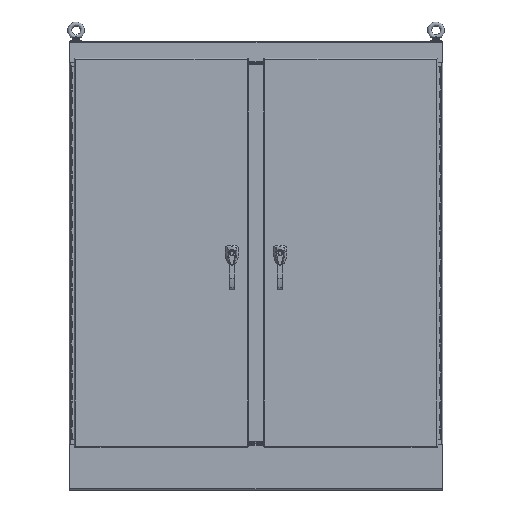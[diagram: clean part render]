
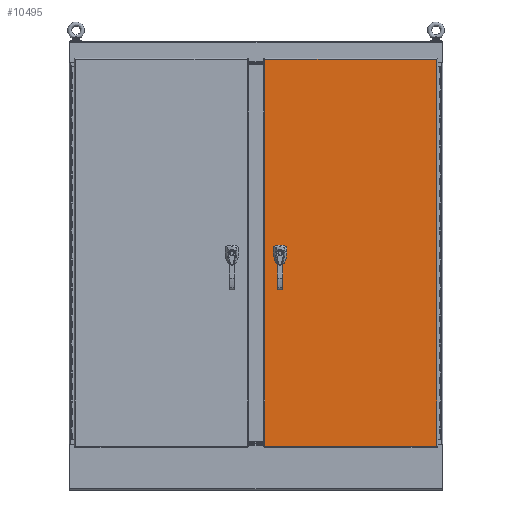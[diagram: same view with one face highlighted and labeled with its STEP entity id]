
A CAD part, front view. The second image highlights one B-rep face of the part: STEP entity #10495.
In plain terms, the highlighted planar face has unit normal (0, -1, 0).
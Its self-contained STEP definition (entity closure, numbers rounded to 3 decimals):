
#549 = DIRECTION ( 'NONE',  ( 0., 0., -1. ) ) ;
#1517 = CARTESIAN_POINT ( 'NONE',  ( 29.028, -25.78, 33.185 ) ) ;
#1628 = CIRCLE ( 'NONE', #40473, 0.443 ) ;
#3613 = EDGE_LOOP ( 'NONE', ( #66718 ) ) ;
#5024 = FACE_BOUND ( 'NONE', #3613, .T. ) ;
#5540 = EDGE_CURVE ( 'NONE', #66395, #66395, #11656, .T. ) ;
#7239 = DIRECTION ( 'NONE',  ( 1., 0., 0. ) ) ;
#7458 = CARTESIAN_POINT ( 'NONE',  ( 3.875, -25.78, 2.009 ) ) ;
#7895 = CARTESIAN_POINT ( 'NONE',  ( 3.875, -25.78, 0.671 ) ) ;
#10009 = CARTESIAN_POINT ( 'NONE',  ( 4.271, -25.78, 33.185 ) ) ;
#10495 = ADVANCED_FACE ( 'NONE', ( #28360, #92952, #5024 ), #52674, .T. ) ;
#11656 = CIRCLE ( 'NONE', #15041, 0.167 ) ;
#12744 = LINE ( 'NONE', #66938, #45137 ) ;
#13687 = CARTESIAN_POINT ( 'NONE',  ( 1.408, -25.78, 33.185 ) ) ;
#14209 = LINE ( 'NONE', #13687, #29504 ) ;
#15041 = AXIS2_PLACEMENT_3D ( 'NONE', #7895, #70920, #71955 ) ;
#16165 = VERTEX_POINT ( 'NONE', #1517 ) ;
#16633 = DIRECTION ( 'NONE',  ( 0., 0., -1. ) ) ;
#19211 = CARTESIAN_POINT ( 'NONE',  ( 29.028, -25.78, -28.967 ) ) ;
#19349 = EDGE_CURVE ( 'NONE', #24886, #16165, #12744, .T. ) ;
#19402 = CARTESIAN_POINT ( 'NONE',  ( 29.028, -25.78, 33.185 ) ) ;
#21474 = CARTESIAN_POINT ( 'NONE',  ( 1.408, -25.78, 33.185 ) ) ;
#21637 = VECTOR ( 'NONE', #35421, 39.37 ) ;
#22688 = EDGE_CURVE ( 'NONE', #51386, #93297, #33487, .T. ) ;
#23769 = EDGE_LOOP ( 'NONE', ( #54566, #98072, #30117, #78617, #34762, #68638, #51474, #70229 ) ) ;
#23870 = ORIENTED_EDGE ( 'NONE', *, *, #77874, .T. ) ;
#24886 = VERTEX_POINT ( 'NONE', #89925 ) ;
#26171 = CARTESIAN_POINT ( 'NONE',  ( 3.875, -25.78, 0.504 ) ) ;
#26442 = LINE ( 'NONE', #33342, #103878 ) ;
#27651 = VECTOR ( 'NONE', #72284, 39.37 ) ;
#28360 = FACE_BOUND ( 'NONE', #23769, .T. ) ;
#28511 = VERTEX_POINT ( 'NONE', #45515 ) ;
#29504 = VECTOR ( 'NONE', #85699, 39.37 ) ;
#30117 = ORIENTED_EDGE ( 'NONE', *, *, #31527, .T. ) ;
#31237 = EDGE_CURVE ( 'NONE', #92854, #84612, #37154, .T. ) ;
#31527 = EDGE_CURVE ( 'NONE', #93297, #28511, #76732, .T. ) ;
#33342 = CARTESIAN_POINT ( 'NONE',  ( 3.48, -25.78, 33.185 ) ) ;
#33487 = CIRCLE ( 'NONE', #55464, 0.443 ) ;
#34762 = ORIENTED_EDGE ( 'NONE', *, *, #37681, .T. ) ;
#35123 = LINE ( 'NONE', #19211, #80991 ) ;
#35200 = VERTEX_POINT ( 'NONE', #81216 ) ;
#35421 = DIRECTION ( 'NONE',  ( 0., 0., -1. ) ) ;
#37110 = DIRECTION ( 'NONE',  ( 0., 0., 1. ) ) ;
#37154 = CIRCLE ( 'NONE', #65892, 0.443 ) ;
#37681 = EDGE_CURVE ( 'NONE', #66291, #92854, #26442, .T. ) ;
#40464 = ORIENTED_EDGE ( 'NONE', *, *, #98046, .T. ) ;
#40473 = AXIS2_PLACEMENT_3D ( 'NONE', #62012, #70466, #47151 ) ;
#42551 = EDGE_CURVE ( 'NONE', #35200, #51386, #99506, .T. ) ;
#43062 = VERTEX_POINT ( 'NONE', #21474 ) ;
#44949 = DIRECTION ( 'NONE',  ( -1., 0., 0. ) ) ;
#45137 = VECTOR ( 'NONE', #37110, 39.37 ) ;
#45343 = AXIS2_PLACEMENT_3D ( 'NONE', #65343, #65871, #16633 ) ;
#45515 = CARTESIAN_POINT ( 'NONE',  ( 3.677, -25.78, 1.613 ) ) ;
#47151 = DIRECTION ( 'NONE',  ( 0., 0., -1. ) ) ;
#48330 = CARTESIAN_POINT ( 'NONE',  ( 3.875, -25.78, 2.009 ) ) ;
#51229 = EDGE_CURVE ( 'NONE', #84612, #60043, #89316, .T. ) ;
#51386 = VERTEX_POINT ( 'NONE', #76511 ) ;
#51474 = ORIENTED_EDGE ( 'NONE', *, *, #51229, .T. ) ;
#52674 = PLANE ( 'NONE',  #97423 ) ;
#54566 = ORIENTED_EDGE ( 'NONE', *, *, #42551, .T. ) ;
#55464 = AXIS2_PLACEMENT_3D ( 'NONE', #48330, #95498, #80629 ) ;
#59646 = LINE ( 'NONE', #19402, #27651 ) ;
#60043 = VERTEX_POINT ( 'NONE', #81361 ) ;
#60121 = DIRECTION ( 'NONE',  ( 0., -1., 0. ) ) ;
#60869 = CARTESIAN_POINT ( 'NONE',  ( 29.028, -25.78, 1.613 ) ) ;
#62012 = CARTESIAN_POINT ( 'NONE',  ( 3.875, -25.78, 2.009 ) ) ;
#62635 = CARTESIAN_POINT ( 'NONE',  ( 1.408, -25.78, -28.967 ) ) ;
#63789 = EDGE_CURVE ( 'NONE', #28511, #66291, #1628, .T. ) ;
#64936 = CARTESIAN_POINT ( 'NONE',  ( 29.028, -25.78, 2.404 ) ) ;
#65343 = CARTESIAN_POINT ( 'NONE',  ( 3.875, -25.78, 2.009 ) ) ;
#65633 = DIRECTION ( 'NONE',  ( 0., 0., 1. ) ) ;
#65675 = CARTESIAN_POINT ( 'NONE',  ( 3.677, -25.78, 2.405 ) ) ;
#65871 = DIRECTION ( 'NONE',  ( 0., 1., 0. ) ) ;
#65892 = AXIS2_PLACEMENT_3D ( 'NONE', #7458, #98005, #549 ) ;
#66291 = VERTEX_POINT ( 'NONE', #98444 ) ;
#66395 = VERTEX_POINT ( 'NONE', #26171 ) ;
#66718 = ORIENTED_EDGE ( 'NONE', *, *, #5540, .T. ) ;
#66938 = CARTESIAN_POINT ( 'NONE',  ( 29.028, -25.78, 33.185 ) ) ;
#68638 = ORIENTED_EDGE ( 'NONE', *, *, #31237, .T. ) ;
#70138 = CARTESIAN_POINT ( 'NONE',  ( 29.028, -25.78, 33.185 ) ) ;
#70189 = CARTESIAN_POINT ( 'NONE',  ( 3.48, -25.78, 2.207 ) ) ;
#70229 = ORIENTED_EDGE ( 'NONE', *, *, #103686, .T. ) ;
#70466 = DIRECTION ( 'NONE',  ( 0., 1., 0. ) ) ;
#70920 = DIRECTION ( 'NONE',  ( 0., 1., 0. ) ) ;
#71955 = DIRECTION ( 'NONE',  ( 0., 0., -1. ) ) ;
#72284 = DIRECTION ( 'NONE',  ( -1., 0., 0. ) ) ;
#73029 = VECTOR ( 'NONE', #7239, 39.37 ) ;
#76511 = CARTESIAN_POINT ( 'NONE',  ( 4.271, -25.78, 1.811 ) ) ;
#76732 = LINE ( 'NONE', #60869, #89837 ) ;
#77874 = EDGE_CURVE ( 'NONE', #92314, #24886, #35123, .T. ) ;
#78617 = ORIENTED_EDGE ( 'NONE', *, *, #63789, .T. ) ;
#80629 = DIRECTION ( 'NONE',  ( 0., 0., -1. ) ) ;
#80991 = VECTOR ( 'NONE', #83790, 39.37 ) ;
#81216 = CARTESIAN_POINT ( 'NONE',  ( 4.271, -25.78, 2.207 ) ) ;
#81361 = CARTESIAN_POINT ( 'NONE',  ( 4.073, -25.78, 2.405 ) ) ;
#83790 = DIRECTION ( 'NONE',  ( 1., 0., 0. ) ) ;
#84612 = VERTEX_POINT ( 'NONE', #65675 ) ;
#84964 = DIRECTION ( 'NONE',  ( 0., 0., 1. ) ) ;
#85699 = DIRECTION ( 'NONE',  ( 0., 0., -1. ) ) ;
#85965 = CARTESIAN_POINT ( 'NONE',  ( 4.073, -25.78, 1.613 ) ) ;
#86729 = ORIENTED_EDGE ( 'NONE', *, *, #19349, .T. ) ;
#86931 = EDGE_CURVE ( 'NONE', #16165, #43062, #59646, .T. ) ;
#89316 = LINE ( 'NONE', #64936, #73029 ) ;
#89837 = VECTOR ( 'NONE', #44949, 39.37 ) ;
#89925 = CARTESIAN_POINT ( 'NONE',  ( 29.028, -25.78, -28.967 ) ) ;
#91586 = EDGE_LOOP ( 'NONE', ( #40464, #23870, #86729, #93267 ) ) ;
#92314 = VERTEX_POINT ( 'NONE', #62635 ) ;
#92854 = VERTEX_POINT ( 'NONE', #70189 ) ;
#92952 = FACE_OUTER_BOUND ( 'NONE', #91586, .T. ) ;
#93267 = ORIENTED_EDGE ( 'NONE', *, *, #86931, .T. ) ;
#93297 = VERTEX_POINT ( 'NONE', #85965 ) ;
#95498 = DIRECTION ( 'NONE',  ( 0., 1., 0. ) ) ;
#97423 = AXIS2_PLACEMENT_3D ( 'NONE', #70138, #60121, #84964 ) ;
#97771 = CIRCLE ( 'NONE', #45343, 0.443 ) ;
#98005 = DIRECTION ( 'NONE',  ( 0., 1., 0. ) ) ;
#98046 = EDGE_CURVE ( 'NONE', #43062, #92314, #14209, .T. ) ;
#98072 = ORIENTED_EDGE ( 'NONE', *, *, #22688, .T. ) ;
#98444 = CARTESIAN_POINT ( 'NONE',  ( 3.48, -25.78, 1.811 ) ) ;
#99506 = LINE ( 'NONE', #10009, #21637 ) ;
#103686 = EDGE_CURVE ( 'NONE', #60043, #35200, #97771, .T. ) ;
#103878 = VECTOR ( 'NONE', #65633, 39.37 ) ;
